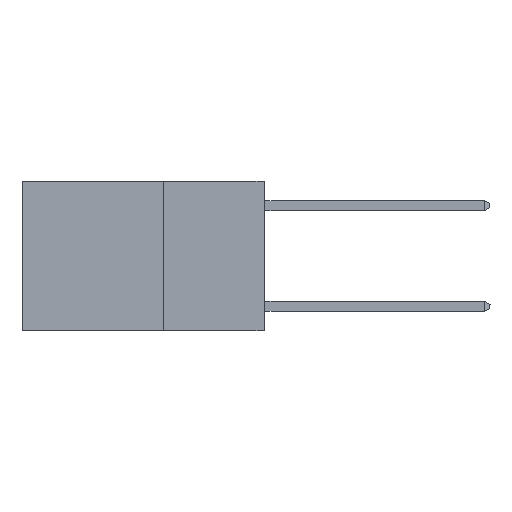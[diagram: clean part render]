
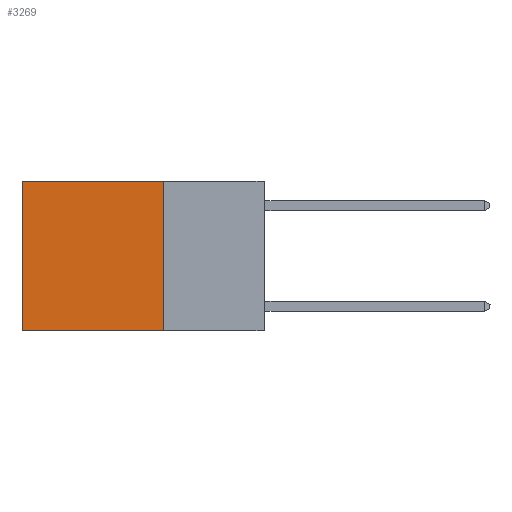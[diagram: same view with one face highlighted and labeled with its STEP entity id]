
A CAD part, left-side view. The second image highlights one B-rep face of the part: STEP entity #3269.
In plain terms, the highlighted planar face has unit normal (-1, 0, 0).
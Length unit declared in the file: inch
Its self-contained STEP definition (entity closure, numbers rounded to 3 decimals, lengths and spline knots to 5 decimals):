
#46 = CARTESIAN_POINT ( 'NONE',  ( 0.2625, 0.25, 0. ) ) ;
#239 = DIRECTION ( 'NONE',  ( 1., 0., 0. ) ) ;
#728 = VERTEX_POINT ( 'NONE', #6225 ) ;
#741 = LINE ( 'NONE', #2302, #9943 ) ;
#945 = LINE ( 'NONE', #7028, #10127 ) ;
#1493 = CARTESIAN_POINT ( 'NONE',  ( 0.2625, 0.25, 0. ) ) ;
#2298 = VERTEX_POINT ( 'NONE', #8152 ) ;
#2302 = CARTESIAN_POINT ( 'NONE',  ( 0.2625, 0.25, -0.37 ) ) ;
#3201 = EDGE_LOOP ( 'NONE', ( #4195, #4290, #4302, #4327 ) ) ;
#3269 = ADVANCED_FACE ( 'NONE', ( #5216 ), #11329, .F. ) ;
#3629 = LINE ( 'NONE', #10090, #8362 ) ;
#3742 = CARTESIAN_POINT ( 'NONE',  ( 0.2625, 0.25, 0. ) ) ;
#4035 = DIRECTION ( 'NONE',  ( 0., 1., 0. ) ) ;
#4195 = ORIENTED_EDGE ( 'NONE', *, *, #11186, .T. ) ;
#4290 = ORIENTED_EDGE ( 'NONE', *, *, #7371, .F. ) ;
#4302 = ORIENTED_EDGE ( 'NONE', *, *, #7738, .F. ) ;
#4324 = CARTESIAN_POINT ( 'NONE',  ( 0.2625, 0.6, 0. ) ) ;
#4327 = ORIENTED_EDGE ( 'NONE', *, *, #9352, .T. ) ;
#4400 = LINE ( 'NONE', #3742, #8539 ) ;
#5140 = DIRECTION ( 'NONE',  ( 0., 1., 0. ) ) ;
#5216 = FACE_OUTER_BOUND ( 'NONE', #3201, .T. ) ;
#5860 = VERTEX_POINT ( 'NONE', #4324 ) ;
#6156 = DIRECTION ( 'NONE',  ( 0., 0., -1. ) ) ;
#6225 = CARTESIAN_POINT ( 'NONE',  ( 0.2625, 0.25, -0.37 ) ) ;
#7028 = CARTESIAN_POINT ( 'NONE',  ( 0.2625, 0.6, 0. ) ) ;
#7371 = EDGE_CURVE ( 'NONE', #728, #2298, #741, .T. ) ;
#7738 = EDGE_CURVE ( 'NONE', #9427, #728, #4400, .T. ) ;
#8152 = CARTESIAN_POINT ( 'NONE',  ( 0.2625, 0.6, -0.37 ) ) ;
#8174 = DIRECTION ( 'NONE',  ( 0., 0., -1. ) ) ;
#8362 = VECTOR ( 'NONE', #4035, 39.37008 ) ;
#8539 = VECTOR ( 'NONE', #8174, 39.37008 ) ;
#9352 = EDGE_CURVE ( 'NONE', #9427, #5860, #3629, .T. ) ;
#9427 = VERTEX_POINT ( 'NONE', #1493 ) ;
#9943 = VECTOR ( 'NONE', #5140, 39.37008 ) ;
#10090 = CARTESIAN_POINT ( 'NONE',  ( 0.2625, 0.25, 0. ) ) ;
#10127 = VECTOR ( 'NONE', #6156, 39.37008 ) ;
#11186 = EDGE_CURVE ( 'NONE', #5860, #2298, #945, .T. ) ;
#11252 = DIRECTION ( 'NONE',  ( 0., 0., -1. ) ) ;
#11329 = PLANE ( 'NONE',  #11353 ) ;
#11353 = AXIS2_PLACEMENT_3D ( 'NONE', #46, #239, #11252 ) ;
